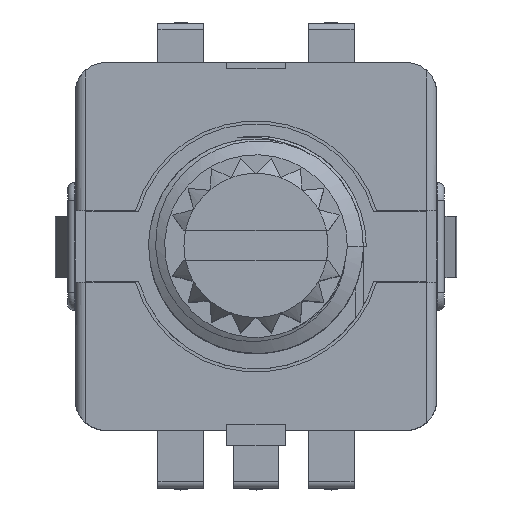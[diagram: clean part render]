
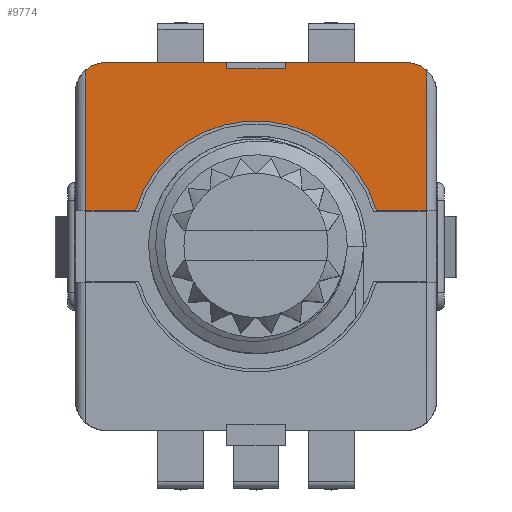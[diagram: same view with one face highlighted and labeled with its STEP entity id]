
A CAD part, top view. The second image highlights one B-rep face of the part: STEP entity #9774.
In plain terms, the highlighted planar face has unit normal (0, 0, 1).
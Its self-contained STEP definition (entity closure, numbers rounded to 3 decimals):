
#402=CIRCLE('',#10513,1.);
#404=CIRCLE('',#10516,4.1);
#405=CIRCLE('',#10517,1.);
#902=FACE_OUTER_BOUND('',#1473,.T.);
#1473=EDGE_LOOP('',(#6949,#6950,#6951,#6952,#6953,#6954,#6955,#6956,#6957,
#6958,#6959,#6960));
#2166=LINE('',#14668,#3092);
#2205=LINE('',#14775,#3131);
#2210=LINE('',#14793,#3136);
#2211=LINE('',#14795,#3137);
#2212=LINE('',#14799,#3138);
#2213=LINE('',#14801,#3139);
#2214=LINE('',#14803,#3140);
#2215=LINE('',#14805,#3141);
#2216=LINE('',#14806,#3142);
#3092=VECTOR('',#12021,1.);
#3131=VECTOR('',#12126,1.);
#3136=VECTOR('',#12145,1.);
#3137=VECTOR('',#12146,1.);
#3138=VECTOR('',#12149,1.);
#3139=VECTOR('',#12150,1.);
#3140=VECTOR('',#12151,1.);
#3141=VECTOR('',#12152,1.);
#3142=VECTOR('',#12153,1.);
#3993=VERTEX_POINT('',#14665);
#3994=VERTEX_POINT('',#14667);
#4020=VERTEX_POINT('',#14774);
#4023=VERTEX_POINT('',#14784);
#4025=VERTEX_POINT('',#14790);
#4026=VERTEX_POINT('',#14792);
#4027=VERTEX_POINT('',#14794);
#4028=VERTEX_POINT('',#14796);
#4029=VERTEX_POINT('',#14798);
#4030=VERTEX_POINT('',#14800);
#4031=VERTEX_POINT('',#14802);
#4032=VERTEX_POINT('',#14804);
#5007=EDGE_CURVE('',#3993,#3994,#2166,.T.);
#5058=EDGE_CURVE('',#3993,#4020,#2205,.T.);
#5063=EDGE_CURVE('',#4023,#3994,#402,.T.);
#5066=EDGE_CURVE('',#4025,#4020,#404,.T.);
#5067=EDGE_CURVE('',#4026,#4025,#2210,.T.);
#5068=EDGE_CURVE('',#4026,#4027,#2211,.T.);
#5069=EDGE_CURVE('',#4028,#4027,#405,.T.);
#5070=EDGE_CURVE('',#4029,#4028,#2212,.T.);
#5071=EDGE_CURVE('',#4030,#4029,#2213,.T.);
#5072=EDGE_CURVE('',#4031,#4030,#2214,.T.);
#5073=EDGE_CURVE('',#4032,#4031,#2215,.T.);
#5074=EDGE_CURVE('',#4023,#4032,#2216,.T.);
#6949=ORIENTED_EDGE('',*,*,#5058,.T.);
#6950=ORIENTED_EDGE('',*,*,#5066,.F.);
#6951=ORIENTED_EDGE('',*,*,#5067,.F.);
#6952=ORIENTED_EDGE('',*,*,#5068,.T.);
#6953=ORIENTED_EDGE('',*,*,#5069,.F.);
#6954=ORIENTED_EDGE('',*,*,#5070,.F.);
#6955=ORIENTED_EDGE('',*,*,#5071,.F.);
#6956=ORIENTED_EDGE('',*,*,#5072,.F.);
#6957=ORIENTED_EDGE('',*,*,#5073,.F.);
#6958=ORIENTED_EDGE('',*,*,#5074,.F.);
#6959=ORIENTED_EDGE('',*,*,#5063,.T.);
#6960=ORIENTED_EDGE('',*,*,#5007,.F.);
#8761=PLANE('',#10515);
#9774=ADVANCED_FACE('',(#902),#8761,.F.);
#10513=AXIS2_PLACEMENT_3D('',#14785,#12136,#12137);
#10515=AXIS2_PLACEMENT_3D('',#14789,#12141,#12142);
#10516=AXIS2_PLACEMENT_3D('',#14791,#12143,#12144);
#10517=AXIS2_PLACEMENT_3D('',#14797,#12147,#12148);
#12021=DIRECTION('',(0.,1.,0.));
#12126=DIRECTION('',(1.,0.,0.));
#12136=DIRECTION('center_axis',(0.,0.,1.));
#12137=DIRECTION('ref_axis',(1.,0.,0.));
#12141=DIRECTION('center_axis',(0.,0.,-1.));
#12142=DIRECTION('ref_axis',(1.,0.,0.));
#12143=DIRECTION('center_axis',(0.,0.,1.));
#12144=DIRECTION('ref_axis',(-1.,0.,0.));
#12145=DIRECTION('',(-1.,0.,0.));
#12146=DIRECTION('',(0.,1.,0.));
#12147=DIRECTION('center_axis',(0.,0.,-1.));
#12148=DIRECTION('ref_axis',(-1.,0.,0.));
#12149=DIRECTION('',(1.,0.,0.));
#12150=DIRECTION('',(0.,1.,0.));
#12151=DIRECTION('',(1.,0.,0.));
#12152=DIRECTION('',(0.,-1.,0.));
#12153=DIRECTION('',(1.,0.,0.));
#14665=CARTESIAN_POINT('',(-5.55,1.16,6.455));
#14667=CARTESIAN_POINT('',(-5.55,5.76,6.455));
#14668=CARTESIAN_POINT('',(-5.55,-6.,6.455));
#14774=CARTESIAN_POINT('',(-3.932,1.16,6.455));
#14775=CARTESIAN_POINT('',(-7.,1.16,6.455));
#14784=CARTESIAN_POINT('',(-4.9,6.,6.455));
#14785=CARTESIAN_POINT('Origin',(-4.9,5.,6.455));
#14789=CARTESIAN_POINT('Origin',(-5.55,-6.,6.455));
#14790=CARTESIAN_POINT('',(3.932,1.16,6.455));
#14791=CARTESIAN_POINT('Origin',(0.,0.,6.455));
#14792=CARTESIAN_POINT('',(5.55,1.16,6.455));
#14793=CARTESIAN_POINT('',(7.,1.16,6.455));
#14794=CARTESIAN_POINT('',(5.55,5.76,6.455));
#14795=CARTESIAN_POINT('',(5.55,-6.,6.455));
#14796=CARTESIAN_POINT('',(4.9,6.,6.455));
#14797=CARTESIAN_POINT('Origin',(4.9,5.,6.455));
#14798=CARTESIAN_POINT('',(0.953,6.,6.455));
#14799=CARTESIAN_POINT('',(-5.55,6.,6.455));
#14800=CARTESIAN_POINT('',(0.953,5.795,6.455));
#14801=CARTESIAN_POINT('',(0.953,5.795,6.455));
#14802=CARTESIAN_POINT('',(-0.953,5.795,6.455));
#14803=CARTESIAN_POINT('',(-0.953,5.795,6.455));
#14804=CARTESIAN_POINT('',(-0.953,6.,6.455));
#14805=CARTESIAN_POINT('',(-0.953,6.,6.455));
#14806=CARTESIAN_POINT('',(-5.55,6.,6.455));
